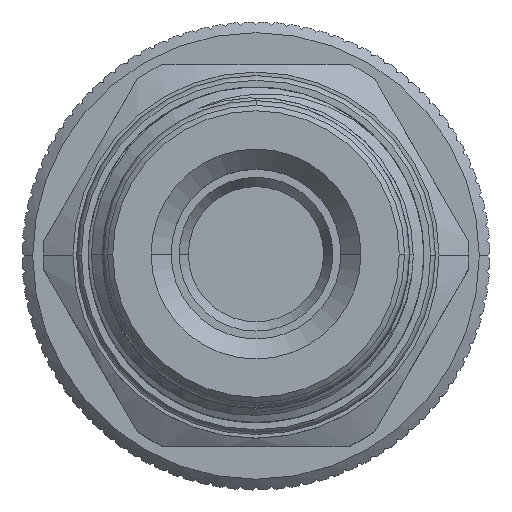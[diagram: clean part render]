
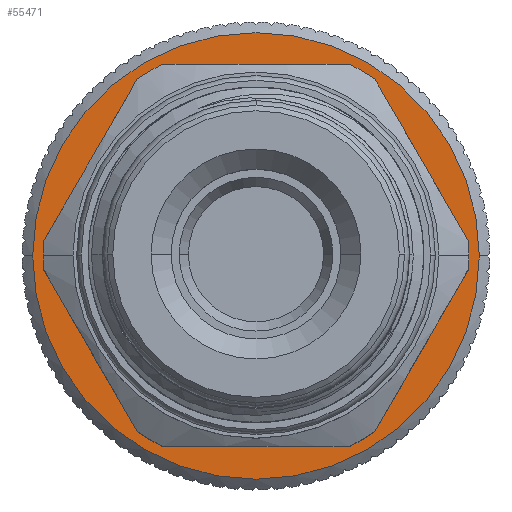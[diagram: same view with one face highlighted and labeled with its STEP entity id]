
A CAD part, top view. The second image highlights one B-rep face of the part: STEP entity #55471.
In plain terms, the highlighted planar face has unit normal (0, 0, 1).
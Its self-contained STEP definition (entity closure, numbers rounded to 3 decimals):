
#2784 = CARTESIAN_POINT ( 'NONE',  ( 0., 0., -85.655 ) ) ;
#2788 = PLANE ( 'NONE',  #43556 ) ;
#2793 = DIRECTION ( 'NONE',  ( 0., 0., 1. ) ) ;
#2794 = DIRECTION ( 'NONE',  ( 1., 0., 0. ) ) ;
#3937 = FACE_OUTER_BOUND ( 'NONE', #11864, .T. ) ;
#3947 = FACE_BOUND ( 'NONE', #11889, .T. ) ;
#11864 = EDGE_LOOP ( 'NONE', ( #13604, #13605 ) ) ;
#11889 = EDGE_LOOP ( 'NONE', ( #13606, #13607 ) ) ;
#12029 = VERTEX_POINT ( 'NONE', #15305 ) ;
#12030 = VERTEX_POINT ( 'NONE', #15306 ) ;
#12179 = VERTEX_POINT ( 'NONE', #15455 ) ;
#12181 = VERTEX_POINT ( 'NONE', #15457 ) ;
#13604 = ORIENTED_EDGE ( 'NONE', *, *, #38858, .T. ) ;
#13605 = ORIENTED_EDGE ( 'NONE', *, *, #19492, .T. ) ;
#13606 = ORIENTED_EDGE ( 'NONE', *, *, #38988, .F. ) ;
#13607 = ORIENTED_EDGE ( 'NONE', *, *, #19715, .F. ) ;
#15305 = CARTESIAN_POINT ( 'NONE',  ( 0., -10.9, -85.655 ) ) ;
#15306 = CARTESIAN_POINT ( 'NONE',  ( 0., 10.9, -85.655 ) ) ;
#15455 = CARTESIAN_POINT ( 'NONE',  ( 16.7, 0., -85.655 ) ) ;
#15457 = CARTESIAN_POINT ( 'NONE',  ( -16.7, 0., -85.655 ) ) ;
#18520 = AXIS2_PLACEMENT_3D ( 'NONE', #23176, #23177, #23178 ) ;
#18626 = AXIS2_PLACEMENT_3D ( 'NONE', #22224, #22225, #22226 ) ;
#19492 = EDGE_CURVE ( 'NONE', #12179, #12181, #21083, .T. ) ;
#19715 = EDGE_CURVE ( 'NONE', #12029, #12030, #21214, .T. ) ;
#21083 = CIRCLE ( 'NONE', #18626, 16.7 ) ;
#21214 = CIRCLE ( 'NONE', #18520, 10.9 ) ;
#22224 = CARTESIAN_POINT ( 'NONE',  ( 0., 0., -85.655 ) ) ;
#22225 = DIRECTION ( 'NONE',  ( 0., 0., 1. ) ) ;
#22226 = DIRECTION ( 'NONE',  ( 1., 0., 0. ) ) ;
#23176 = CARTESIAN_POINT ( 'NONE',  ( 0., 0., -85.655 ) ) ;
#23177 = DIRECTION ( 'NONE',  ( 0., 0., 1. ) ) ;
#23178 = DIRECTION ( 'NONE',  ( 1., 0., 0. ) ) ;
#24200 = AXIS2_PLACEMENT_3D ( 'NONE', #34427, #34428, #34429 ) ;
#24727 = AXIS2_PLACEMENT_3D ( 'NONE', #34894, #34895, #34896 ) ;
#32616 = CIRCLE ( 'NONE', #24200, 16.7 ) ;
#32761 = CIRCLE ( 'NONE', #24727, 10.9 ) ;
#34427 = CARTESIAN_POINT ( 'NONE',  ( 0., 0., -85.655 ) ) ;
#34428 = DIRECTION ( 'NONE',  ( 0., 0., 1. ) ) ;
#34429 = DIRECTION ( 'NONE',  ( 1., 0., 0. ) ) ;
#34894 = CARTESIAN_POINT ( 'NONE',  ( 0., 0., -85.655 ) ) ;
#34895 = DIRECTION ( 'NONE',  ( 0., 0., 1. ) ) ;
#34896 = DIRECTION ( 'NONE',  ( 1., 0., 0. ) ) ;
#38858 = EDGE_CURVE ( 'NONE', #12181, #12179, #32616, .T. ) ;
#38988 = EDGE_CURVE ( 'NONE', #12030, #12029, #32761, .T. ) ;
#43556 = AXIS2_PLACEMENT_3D ( 'NONE', #2784, #2793, #2794 ) ;
#55471 = ADVANCED_FACE ( 'NONE', ( #3937, #3947 ), #2788, .T. ) ;
